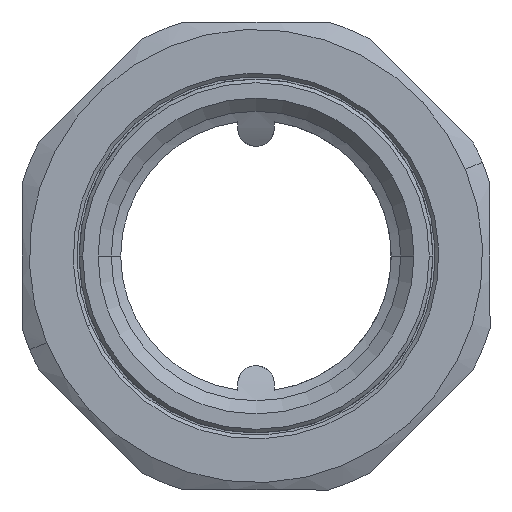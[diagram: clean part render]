
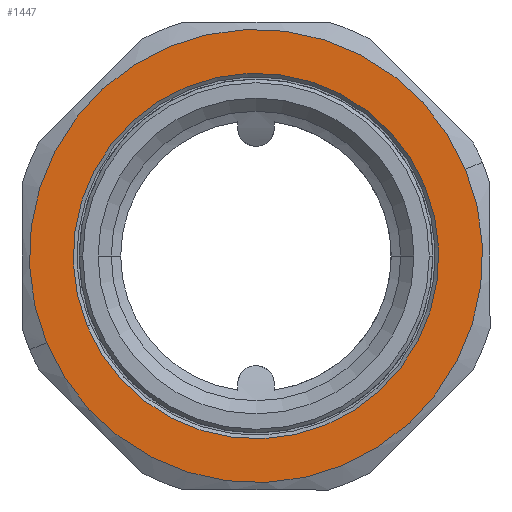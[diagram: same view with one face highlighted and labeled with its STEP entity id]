
A CAD part, front view. The second image highlights one B-rep face of the part: STEP entity #1447.
In plain terms, the highlighted face is planar.
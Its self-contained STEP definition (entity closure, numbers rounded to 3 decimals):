
#171 = DIRECTION ( 'NONE',  ( 0., 0., -1. ) ) ;
#299 = AXIS2_PLACEMENT_3D ( 'NONE', #843, #1372, #309 ) ;
#305 = EDGE_CURVE ( 'NONE', #2473, #2573, #2320, .T. ) ;
#309 = DIRECTION ( 'NONE',  ( 0., 0., 1. ) ) ;
#462 = ORIENTED_EDGE ( 'NONE', *, *, #2433, .F. ) ;
#582 = AXIS2_PLACEMENT_3D ( 'NONE', #1202, #3053, #1465 ) ;
#595 = VERTEX_POINT ( 'NONE', #1200 ) ;
#712 = DIRECTION ( 'NONE',  ( 0., 0., 1. ) ) ;
#785 = ORIENTED_EDGE ( 'NONE', *, *, #305, .F. ) ;
#809 = CIRCLE ( 'NONE', #1599, 31. ) ;
#843 = CARTESIAN_POINT ( 'NONE',  ( 0., 22., 0. ) ) ;
#926 = DIRECTION ( 'NONE',  ( 0., 0., -1. ) ) ;
#938 = FACE_OUTER_BOUND ( 'NONE', #987, .T. ) ;
#968 = DIRECTION ( 'NONE',  ( 0., -1., 0. ) ) ;
#987 = EDGE_LOOP ( 'NONE', ( #785, #462 ) ) ;
#1165 = CARTESIAN_POINT ( 'NONE',  ( 0., 22., -31. ) ) ;
#1182 = CARTESIAN_POINT ( 'NONE',  ( 0., 22., -25. ) ) ;
#1200 = CARTESIAN_POINT ( 'NONE',  ( 0., 22., 25. ) ) ;
#1202 = CARTESIAN_POINT ( 'NONE',  ( 0., 22., 0. ) ) ;
#1218 = CARTESIAN_POINT ( 'NONE',  ( 0., 22., 0. ) ) ;
#1258 = EDGE_CURVE ( 'NONE', #595, #2480, #1262, .T. ) ;
#1262 = CIRCLE ( 'NONE', #299, 25. ) ;
#1372 = DIRECTION ( 'NONE',  ( 0., -1., 0. ) ) ;
#1447 = ADVANCED_FACE ( 'NONE', ( #2866, #938 ), #1489, .T. ) ;
#1465 = DIRECTION ( 'NONE',  ( 0., 0., 1. ) ) ;
#1487 = DIRECTION ( 'NONE',  ( 0., -1., 0. ) ) ;
#1489 = PLANE ( 'NONE',  #2147 ) ;
#1599 = AXIS2_PLACEMENT_3D ( 'NONE', #1903, #968, #926 ) ;
#1646 = EDGE_LOOP ( 'NONE', ( #2387, #1927 ) ) ;
#1903 = CARTESIAN_POINT ( 'NONE',  ( 0., 22., 0. ) ) ;
#1927 = ORIENTED_EDGE ( 'NONE', *, *, #2921, .T. ) ;
#2042 = DIRECTION ( 'NONE',  ( 0., 1., 0. ) ) ;
#2074 = AXIS2_PLACEMENT_3D ( 'NONE', #3068, #1487, #171 ) ;
#2147 = AXIS2_PLACEMENT_3D ( 'NONE', #1218, #2042, #712 ) ;
#2320 = CIRCLE ( 'NONE', #2074, 31. ) ;
#2387 = ORIENTED_EDGE ( 'NONE', *, *, #1258, .T. ) ;
#2433 = EDGE_CURVE ( 'NONE', #2573, #2473, #809, .T. ) ;
#2473 = VERTEX_POINT ( 'NONE', #1165 ) ;
#2480 = VERTEX_POINT ( 'NONE', #1182 ) ;
#2573 = VERTEX_POINT ( 'NONE', #2783 ) ;
#2637 = CIRCLE ( 'NONE', #582, 25. ) ;
#2783 = CARTESIAN_POINT ( 'NONE',  ( 0., 22., 31. ) ) ;
#2866 = FACE_BOUND ( 'NONE', #1646, .T. ) ;
#2921 = EDGE_CURVE ( 'NONE', #2480, #595, #2637, .T. ) ;
#3053 = DIRECTION ( 'NONE',  ( 0., -1., 0. ) ) ;
#3068 = CARTESIAN_POINT ( 'NONE',  ( 0., 22., 0. ) ) ;
